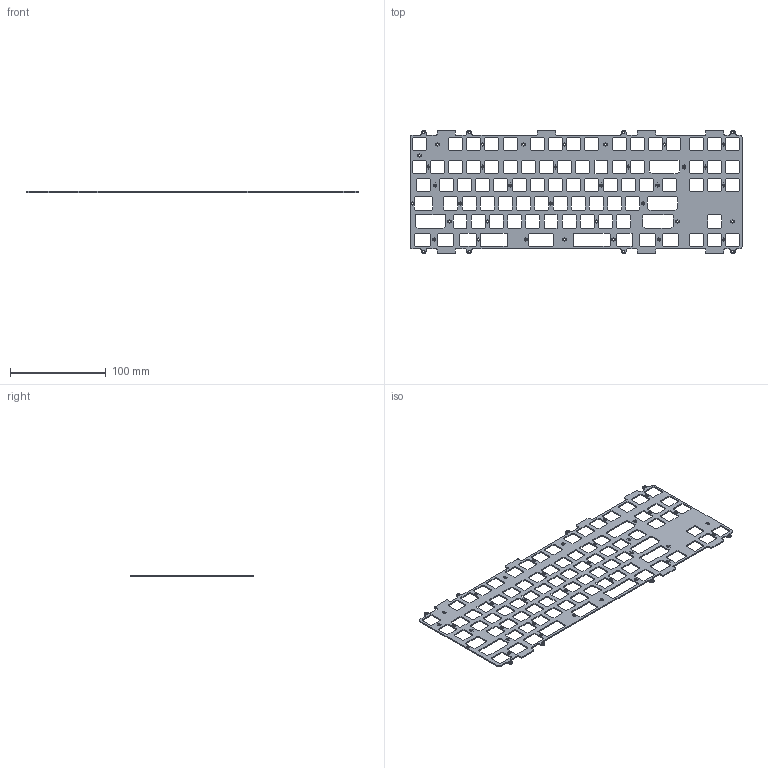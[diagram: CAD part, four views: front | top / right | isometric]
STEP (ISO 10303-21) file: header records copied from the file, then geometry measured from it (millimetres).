
FILE_DESCRIPTION(/* description */ (''),/* implementation_level */ '2;1');
FILE_NAME(/* name */ 'theca_ec_carbonfiber_plate_25323.step',/* time_stamp */ '2023-05-25T22:25:23+02:00',/* author */ (''),/* organization */ (''),/* preprocessor_version */ 'ST-DEVELOPER v19.2',/* originating_system */ 'Autodesk Translation Framework v12.4.0.73',/* authorisation */ '');
FILE_SCHEMA (('AUTOMOTIVE_DESIGN { 1 0 10303 214 3 1 1 }'));
Length unit declared in the file: millimetre
Products named in the file (1): Component1
Bounding box: 347.66 x 129.06 x 1.2 mm (x, y, z)
Volume: 26576.3 mm3; surface area: 52608.8 mm2
Topology: 1 solids, 1 shells, 1110 faces, 3219 edges, 2146 vertices
Faces by surface type: plane 1003, cylinder 107
Full cylindrical faces by diameter (mm): 2.2 x35, 2.5 x8
Entity records: 36561 total; most frequent: CARTESIAN_POINT 6476, ORIENTED_EDGE 6438, DIRECTION 5655, EDGE_CURVE 3219, LINE 3005, VECTOR 3005, VERTEX_POINT 2146, EDGE_LOOP 1407
